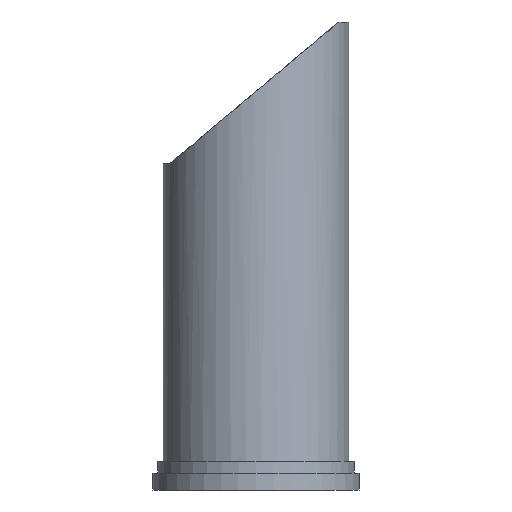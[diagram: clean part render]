
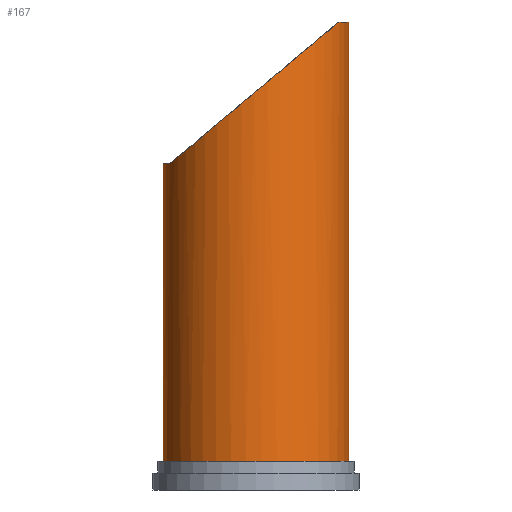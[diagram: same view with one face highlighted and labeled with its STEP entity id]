
A CAD part, front view. The second image highlights one B-rep face of the part: STEP entity #167.
In plain terms, the highlighted cylindrical face has radius 349.25 mm (diameter 698.5 mm), a full revolution.
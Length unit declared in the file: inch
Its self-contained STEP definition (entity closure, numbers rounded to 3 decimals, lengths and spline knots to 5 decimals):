
#15=ELLIPSE('',#192,17.94935,13.75);
#17=ELLIPSE('',#195,17.94935,13.75);
#47=FACE_BOUND('',#74,.T.);
#58=FACE_OUTER_BOUND('',#73,.T.);
#73=EDGE_LOOP('',(#140,#141,#142,#143));
#74=EDGE_LOOP('',(#144));
#89=CIRCLE('',#190,13.75);
#90=CIRCLE('',#198,13.75);
#91=CIRCLE('',#199,13.75);
#98=VERTEX_POINT('',#277);
#99=VERTEX_POINT('',#278);
#101=VERTEX_POINT('',#284);
#103=VERTEX_POINT('',#290);
#104=VERTEX_POINT('',#296);
#111=EDGE_CURVE('',#98,#99,#89,.T.);
#114=EDGE_CURVE('',#99,#101,#15,.T.);
#117=EDGE_CURVE('',#103,#98,#17,.T.);
#120=EDGE_CURVE('',#103,#101,#90,.T.);
#121=EDGE_CURVE('',#104,#104,#91,.T.);
#140=ORIENTED_EDGE('',*,*,#117,.T.);
#141=ORIENTED_EDGE('',*,*,#111,.T.);
#142=ORIENTED_EDGE('',*,*,#114,.T.);
#143=ORIENTED_EDGE('',*,*,#120,.F.);
#144=ORIENTED_EDGE('',*,*,#121,.F.);
#159=CYLINDRICAL_SURFACE('',#197,13.75);
#167=ADVANCED_FACE('',(#58,#47),#159,.T.);
#190=AXIS2_PLACEMENT_3D('',#279,#226,#227);
#192=AXIS2_PLACEMENT_3D('',#285,#232,#233);
#195=AXIS2_PLACEMENT_3D('',#291,#239,#240);
#197=AXIS2_PLACEMENT_3D('',#294,#244,#245);
#198=AXIS2_PLACEMENT_3D('',#295,#246,#247);
#199=AXIS2_PLACEMENT_3D('',#297,#248,#249);
#226=DIRECTION('center_axis',(0.,0.,-1.));
#227=DIRECTION('ref_axis',(-1.,0.,0.));
#232=DIRECTION('center_axis',(0.643,0.,-0.766));
#233=DIRECTION('ref_axis',(-0.766,0.,-0.643));
#239=DIRECTION('center_axis',(0.643,0.,-0.766));
#240=DIRECTION('ref_axis',(-0.766,0.,-0.643));
#244=DIRECTION('center_axis',(0.,0.,1.));
#245=DIRECTION('ref_axis',(-1.,0.,0.));
#246=DIRECTION('center_axis',(0.,0.,1.));
#247=DIRECTION('ref_axis',(-1.,0.,0.));
#248=DIRECTION('center_axis',(0.,0.,-1.));
#249=DIRECTION('ref_axis',(-1.,0.,0.));
#277=CARTESIAN_POINT('',(-12.75,-5.14782,47.76267));
#278=CARTESIAN_POINT('',(-12.75,5.14782,47.76267));
#279=CARTESIAN_POINT('Origin',(0.,0.,47.76267));
#284=CARTESIAN_POINT('',(12.25,6.245,68.74016));
#285=CARTESIAN_POINT('Origin',(0.,0.,58.46119));
#290=CARTESIAN_POINT('',(12.25,-6.245,68.74016));
#291=CARTESIAN_POINT('Origin',(0.,0.,58.46119));
#294=CARTESIAN_POINT('Origin',(0.,0.,0.));
#295=CARTESIAN_POINT('Origin',(0.,0.,68.74016));
#296=CARTESIAN_POINT('',(13.75,0.,3.78125));
#297=CARTESIAN_POINT('Origin',(0.,0.,3.78125));
